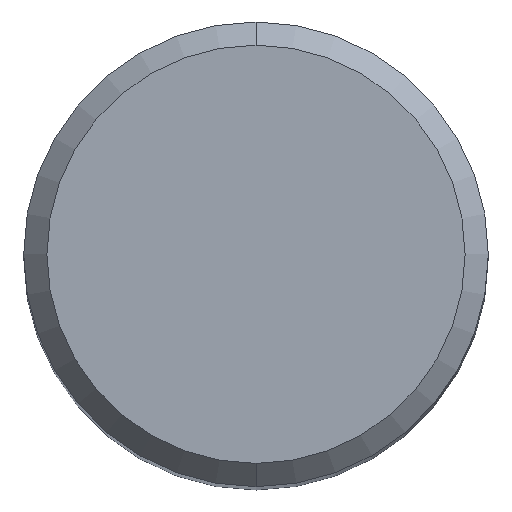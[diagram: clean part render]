
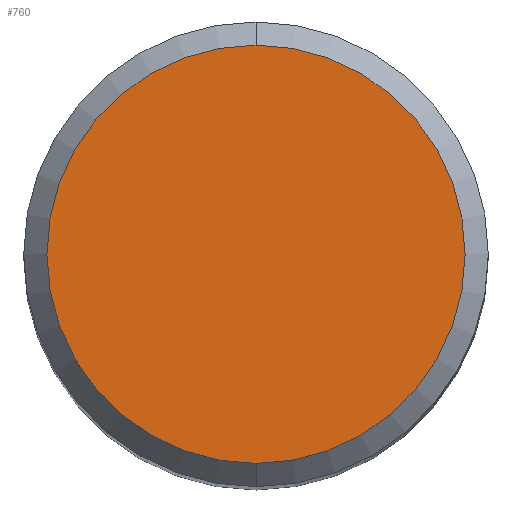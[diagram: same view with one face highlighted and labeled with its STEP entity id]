
A CAD part, top view. The second image highlights one B-rep face of the part: STEP entity #760.
In plain terms, the highlighted planar face has unit normal (0, 0, 1).
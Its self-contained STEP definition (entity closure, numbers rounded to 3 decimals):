
#380=EDGE_CURVE('',#480,#524,#953,.T.);
#480=VERTEX_POINT('',#1064);
#524=VERTEX_POINT('',#1113);
#760=ADVANCED_FACE('',(#1364),#1365,.T.);
#828=EDGE_CURVE('',#524,#480,#1445,.T.);
#953=CIRCLE('',#1764,7.2);
#1064=CARTESIAN_POINT('',(0.0,7.2,0.0));
#1113=CARTESIAN_POINT('',(0.,-7.2,0.0));
#1364=FACE_OUTER_BOUND('',#4731,.T.);
#1365=PLANE('',#4732);
#1445=CIRCLE('',#6407,7.2);
#1764=AXIS2_PLACEMENT_3D('',#6606,#6607,#6608);
#4731=EDGE_LOOP('',(#7025,#7026));
#4732=AXIS2_PLACEMENT_3D('',#7027,#7028,#7029);
#6407=AXIS2_PLACEMENT_3D('',#7145,#7146,#7147);
#6606=CARTESIAN_POINT('',(0.0,0.0,0.0));
#6607=DIRECTION('',(0.0,0.0,-1.0));
#6608=DIRECTION('',(0.0,1.0,0.0));
#7025=ORIENTED_EDGE('',*,*,#380,.F.);
#7026=ORIENTED_EDGE('',*,*,#828,.F.);
#7027=CARTESIAN_POINT('',(0.0,3.6,0.0));
#7028=DIRECTION('',(-0.0,0.0,1.0));
#7029=DIRECTION('',(0.0,-1.0,0.0));
#7145=CARTESIAN_POINT('',(0.0,0.0,0.0));
#7146=DIRECTION('',(0.0,0.0,-1.0));
#7147=DIRECTION('',(0.0,1.0,0.0));
